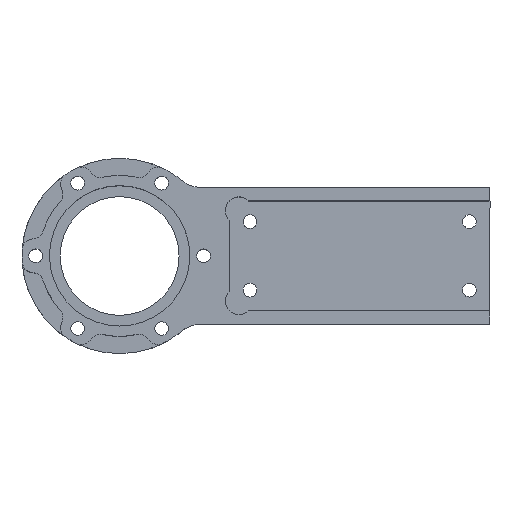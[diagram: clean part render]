
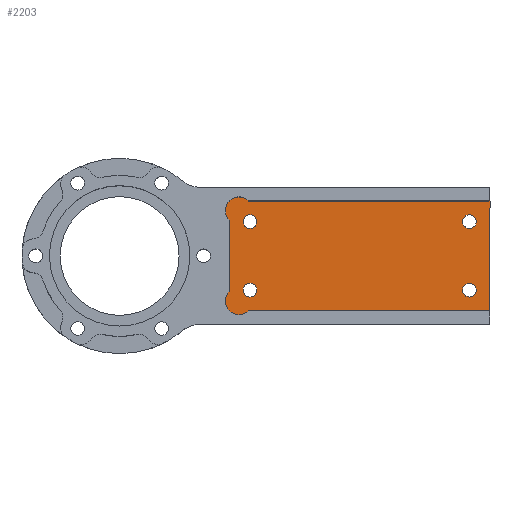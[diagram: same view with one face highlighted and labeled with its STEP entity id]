
A CAD part, top view. The second image highlights one B-rep face of the part: STEP entity #2203.
In plain terms, the highlighted planar face has unit normal (0, 0, 1).
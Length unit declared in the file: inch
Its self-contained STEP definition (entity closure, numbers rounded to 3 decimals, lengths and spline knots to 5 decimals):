
#9 = EDGE_CURVE ( 'NONE', #292, #2223, #1920, .T. ) ;
#10 = ORIENTED_EDGE ( 'NONE', *, *, #98, .F. ) ;
#14 = CIRCLE ( 'NONE', #2155, 0.25 ) ;
#38 = EDGE_CURVE ( 'NONE', #2423, #419, #768, .T. ) ;
#46 = DIRECTION ( 'NONE',  ( 1., 0., 0. ) ) ;
#51 = DIRECTION ( 'NONE',  ( 1., 0., 0. ) ) ;
#56 = DIRECTION ( 'NONE',  ( 0., 1., 0. ) ) ;
#57 = FACE_OUTER_BOUND ( 'NONE', #1199, .T. ) ;
#98 = EDGE_CURVE ( 'NONE', #750, #793, #1503, .T. ) ;
#114 = CARTESIAN_POINT ( 'NONE',  ( 2.17678, -0.82322, 0.25 ) ) ;
#145 = CIRCLE ( 'NONE', #893, 0.125 ) ;
#178 = EDGE_LOOP ( 'NONE', ( #2428, #1067 ) ) ;
#255 = VECTOR ( 'NONE', #748, 39.37008 ) ;
#275 = PLANE ( 'NONE',  #1379 ) ;
#289 = EDGE_CURVE ( 'NONE', #2446, #1374, #927, .T. ) ;
#290 = VERTEX_POINT ( 'NONE', #1126 ) ;
#291 = DIRECTION ( 'NONE',  ( 0., 0., 1. ) ) ;
#292 = VERTEX_POINT ( 'NONE', #1870 ) ;
#323 = DIRECTION ( 'NONE',  ( 1., 0., 0. ) ) ;
#329 = EDGE_CURVE ( 'NONE', #793, #750, #145, .T. ) ;
#369 = DIRECTION ( 'NONE',  ( 0., 0., 1. ) ) ;
#371 = DIRECTION ( 'NONE',  ( 1., 0., 0. ) ) ;
#407 = VERTEX_POINT ( 'NONE', #2343 ) ;
#419 = VERTEX_POINT ( 'NONE', #2107 ) ;
#445 = ORIENTED_EDGE ( 'NONE', *, *, #1505, .F. ) ;
#472 = CARTESIAN_POINT ( 'NONE',  ( 6.5, 0.625, 0.25 ) ) ;
#508 = DIRECTION ( 'NONE',  ( 1., 0., 0. ) ) ;
#521 = EDGE_CURVE ( 'NONE', #2223, #292, #1969, .T. ) ;
#536 = VERTEX_POINT ( 'NONE', #1945 ) ;
#557 = EDGE_CURVE ( 'NONE', #1374, #2446, #2088, .T. ) ;
#565 = ORIENTED_EDGE ( 'NONE', *, *, #38, .F. ) ;
#588 = CIRCLE ( 'NONE', #1129, 0.25 ) ;
#637 = LINE ( 'NONE', #1805, #2244 ) ;
#640 = VERTEX_POINT ( 'NONE', #1204 ) ;
#651 = CARTESIAN_POINT ( 'NONE',  ( 2.375, -0.625, 0.25 ) ) ;
#656 = FACE_BOUND ( 'NONE', #1278, .T. ) ;
#714 = DIRECTION ( 'NONE',  ( 0., 0., 1. ) ) ;
#748 = DIRECTION ( 'NONE',  ( 1., 0., 0. ) ) ;
#750 = VERTEX_POINT ( 'NONE', #1345 ) ;
#757 = CARTESIAN_POINT ( 'NONE',  ( 2.375, 0.625, 0.25 ) ) ;
#768 = CIRCLE ( 'NONE', #1386, 0.125 ) ;
#793 = VERTEX_POINT ( 'NONE', #1284 ) ;
#812 = AXIS2_PLACEMENT_3D ( 'NONE', #757, #369, #323 ) ;
#835 = FACE_BOUND ( 'NONE', #1312, .T. ) ;
#849 = DIRECTION ( 'NONE',  ( 0., 0., 1. ) ) ;
#864 = VERTEX_POINT ( 'NONE', #1613 ) ;
#893 = AXIS2_PLACEMENT_3D ( 'NONE', #2479, #714, #1380 ) ;
#927 = CIRCLE ( 'NONE', #2367, 0.125 ) ;
#962 = CIRCLE ( 'NONE', #2411, 0.125 ) ;
#964 = VERTEX_POINT ( 'NONE', #1065 ) ;
#969 = ORIENTED_EDGE ( 'NONE', *, *, #2297, .F. ) ;
#973 = AXIS2_PLACEMENT_3D ( 'NONE', #1742, #2322, #1350 ) ;
#1012 = CARTESIAN_POINT ( 'NONE',  ( 2., 0., 0.25 ) ) ;
#1028 = DIRECTION ( 'NONE',  ( 0., 0., 1. ) ) ;
#1065 = CARTESIAN_POINT ( 'NONE',  ( 6.75, 1., 0.25 ) ) ;
#1067 = ORIENTED_EDGE ( 'NONE', *, *, #289, .F. ) ;
#1075 = CARTESIAN_POINT ( 'NONE',  ( 2.25, 0.625, 0.25 ) ) ;
#1091 = DIRECTION ( 'NONE',  ( 1., 0., 0. ) ) ;
#1125 = DIRECTION ( 'NONE',  ( 0., 0., -1. ) ) ;
#1126 = CARTESIAN_POINT ( 'NONE',  ( 2.35355, 1., 0.25 ) ) ;
#1129 = AXIS2_PLACEMENT_3D ( 'NONE', #114, #2274, #508 ) ;
#1134 = CARTESIAN_POINT ( 'NONE',  ( 0., 1., 0.25 ) ) ;
#1194 = ORIENTED_EDGE ( 'NONE', *, *, #2029, .F. ) ;
#1199 = EDGE_LOOP ( 'NONE', ( #1194, #1978, #445, #1670, #969, #2374 ) ) ;
#1204 = CARTESIAN_POINT ( 'NONE',  ( 2.35355, -1., 0.25 ) ) ;
#1222 = CARTESIAN_POINT ( 'NONE',  ( 0., 0., 0.25 ) ) ;
#1274 = FACE_BOUND ( 'NONE', #2150, .T. ) ;
#1278 = EDGE_LOOP ( 'NONE', ( #1551, #1897 ) ) ;
#1284 = CARTESIAN_POINT ( 'NONE',  ( 6.5, -0.625, 0.25 ) ) ;
#1312 = EDGE_LOOP ( 'NONE', ( #565, #1911 ) ) ;
#1345 = CARTESIAN_POINT ( 'NONE',  ( 6.25, -0.625, 0.25 ) ) ;
#1350 = DIRECTION ( 'NONE',  ( 1., 0., 0. ) ) ;
#1374 = VERTEX_POINT ( 'NONE', #472 ) ;
#1379 = AXIS2_PLACEMENT_3D ( 'NONE', #1222, #849, #1438 ) ;
#1380 = DIRECTION ( 'NONE',  ( 1., 0., 0. ) ) ;
#1386 = AXIS2_PLACEMENT_3D ( 'NONE', #651, #1434, #2221 ) ;
#1390 = CARTESIAN_POINT ( 'NONE',  ( 6.25, 0.625, 0.25 ) ) ;
#1434 = DIRECTION ( 'NONE',  ( 0., 0., 1. ) ) ;
#1438 = DIRECTION ( 'NONE',  ( 1., 0., 0. ) ) ;
#1441 = EDGE_CURVE ( 'NONE', #864, #964, #2200, .T. ) ;
#1472 = DIRECTION ( 'NONE',  ( 0., 0., 1. ) ) ;
#1494 = LINE ( 'NONE', #1012, #2487 ) ;
#1503 = CIRCLE ( 'NONE', #1837, 0.125 ) ;
#1505 = EDGE_CURVE ( 'NONE', #864, #640, #637, .T. ) ;
#1551 = ORIENTED_EDGE ( 'NONE', *, *, #9, .F. ) ;
#1556 = ORIENTED_EDGE ( 'NONE', *, *, #329, .F. ) ;
#1559 = DIRECTION ( 'NONE',  ( 0., 1., 0. ) ) ;
#1580 = DIRECTION ( 'NONE',  ( 0., 0., 1. ) ) ;
#1613 = CARTESIAN_POINT ( 'NONE',  ( 6.75, -1., 0.25 ) ) ;
#1660 = CARTESIAN_POINT ( 'NONE',  ( 6.75, 0., 0.25 ) ) ;
#1670 = ORIENTED_EDGE ( 'NONE', *, *, #1441, .T. ) ;
#1732 = DIRECTION ( 'NONE',  ( 1., 0., 0. ) ) ;
#1742 = CARTESIAN_POINT ( 'NONE',  ( 6.375, 0.625, 0.25 ) ) ;
#1801 = AXIS2_PLACEMENT_3D ( 'NONE', #1859, #1472, #51 ) ;
#1805 = CARTESIAN_POINT ( 'NONE',  ( 0., -1., 0.25 ) ) ;
#1837 = AXIS2_PLACEMENT_3D ( 'NONE', #2396, #1028, #46 ) ;
#1859 = CARTESIAN_POINT ( 'NONE',  ( 2.375, 0.625, 0.25 ) ) ;
#1870 = CARTESIAN_POINT ( 'NONE',  ( 2.5, 0.625, 0.25 ) ) ;
#1890 = EDGE_CURVE ( 'NONE', #640, #536, #588, .T. ) ;
#1897 = ORIENTED_EDGE ( 'NONE', *, *, #521, .F. ) ;
#1911 = ORIENTED_EDGE ( 'NONE', *, *, #2468, .F. ) ;
#1920 = CIRCLE ( 'NONE', #1801, 0.125 ) ;
#1922 = DIRECTION ( 'NONE',  ( -1., 0., 0. ) ) ;
#1945 = CARTESIAN_POINT ( 'NONE',  ( 2., -0.64645, 0.25 ) ) ;
#1954 = EDGE_CURVE ( 'NONE', #407, #290, #14, .T. ) ;
#1964 = VECTOR ( 'NONE', #56, 39.37008 ) ;
#1969 = CIRCLE ( 'NONE', #812, 0.125 ) ;
#1978 = ORIENTED_EDGE ( 'NONE', *, *, #1890, .F. ) ;
#2029 = EDGE_CURVE ( 'NONE', #536, #407, #1494, .T. ) ;
#2051 = FACE_BOUND ( 'NONE', #178, .T. ) ;
#2069 = CARTESIAN_POINT ( 'NONE',  ( 6.375, 0.625, 0.25 ) ) ;
#2088 = CIRCLE ( 'NONE', #973, 0.125 ) ;
#2107 = CARTESIAN_POINT ( 'NONE',  ( 2.25, -0.625, 0.25 ) ) ;
#2112 = CARTESIAN_POINT ( 'NONE',  ( 2.17678, 0.82322, 0.25 ) ) ;
#2134 = CARTESIAN_POINT ( 'NONE',  ( 2.5, -0.625, 0.25 ) ) ;
#2145 = CARTESIAN_POINT ( 'NONE',  ( 2.375, -0.625, 0.25 ) ) ;
#2150 = EDGE_LOOP ( 'NONE', ( #1556, #10 ) ) ;
#2155 = AXIS2_PLACEMENT_3D ( 'NONE', #2112, #1125, #1732 ) ;
#2200 = LINE ( 'NONE', #1660, #1964 ) ;
#2203 = ADVANCED_FACE ( 'NONE', ( #656, #57, #835, #1274, #2051 ), #275, .T. ) ;
#2221 = DIRECTION ( 'NONE',  ( 1., 0., 0. ) ) ;
#2223 = VERTEX_POINT ( 'NONE', #1075 ) ;
#2244 = VECTOR ( 'NONE', #1922, 39.37008 ) ;
#2274 = DIRECTION ( 'NONE',  ( 0., 0., -1. ) ) ;
#2297 = EDGE_CURVE ( 'NONE', #290, #964, #2485, .T. ) ;
#2322 = DIRECTION ( 'NONE',  ( 0., 0., 1. ) ) ;
#2343 = CARTESIAN_POINT ( 'NONE',  ( 2., 0.64645, 0.25 ) ) ;
#2367 = AXIS2_PLACEMENT_3D ( 'NONE', #2069, #291, #1091 ) ;
#2374 = ORIENTED_EDGE ( 'NONE', *, *, #1954, .F. ) ;
#2396 = CARTESIAN_POINT ( 'NONE',  ( 6.375, -0.625, 0.25 ) ) ;
#2411 = AXIS2_PLACEMENT_3D ( 'NONE', #2145, #1580, #371 ) ;
#2423 = VERTEX_POINT ( 'NONE', #2134 ) ;
#2428 = ORIENTED_EDGE ( 'NONE', *, *, #557, .F. ) ;
#2446 = VERTEX_POINT ( 'NONE', #1390 ) ;
#2468 = EDGE_CURVE ( 'NONE', #419, #2423, #962, .T. ) ;
#2479 = CARTESIAN_POINT ( 'NONE',  ( 6.375, -0.625, 0.25 ) ) ;
#2485 = LINE ( 'NONE', #1134, #255 ) ;
#2487 = VECTOR ( 'NONE', #1559, 39.37008 ) ;
